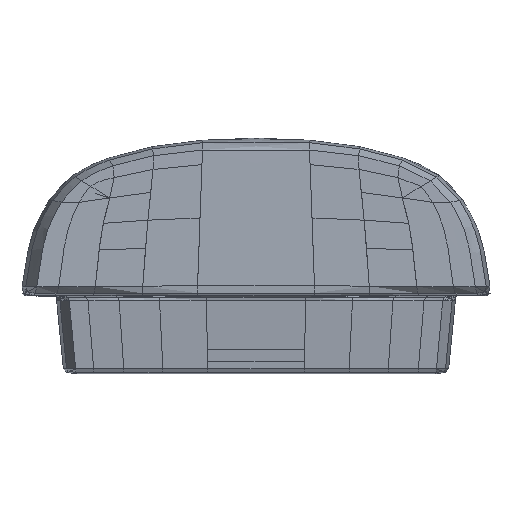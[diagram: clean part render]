
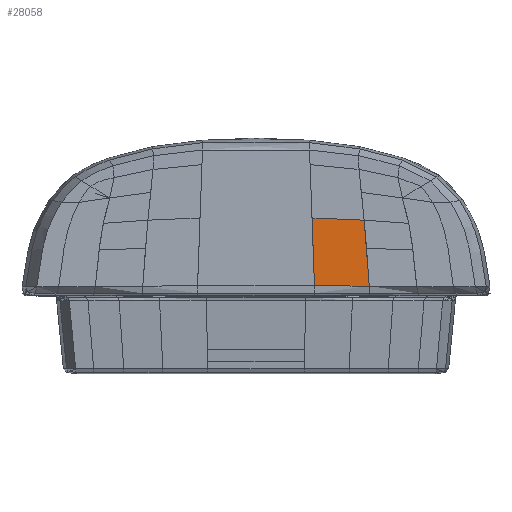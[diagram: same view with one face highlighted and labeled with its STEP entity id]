
A CAD part, left-side view. The second image highlights one B-rep face of the part: STEP entity #28058.
In plain terms, the highlighted free-form (B-spline) face has degree [3, 1] with [17, 2] control points.
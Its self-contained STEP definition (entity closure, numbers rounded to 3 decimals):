
#404 = CARTESIAN_POINT ( 'NONE',  ( -167.49, -15.247, 30.422 ) ) ;
#1089 = ORIENTED_EDGE ( 'NONE', *, *, #16280, .T. ) ;
#1660 = CARTESIAN_POINT ( 'NONE',  ( -167.473, -30.043, 23.268 ) ) ;
#1772 = CARTESIAN_POINT ( 'NONE',  ( -167.495, -28.85, 38.883 ) ) ;
#1968 = CARTESIAN_POINT ( 'NONE',  ( -167.487, -15.345, 27.743 ) ) ;
#2020 = VECTOR ( 'NONE', #6482, 1000. ) ;
#2104 = CARTESIAN_POINT ( 'NONE',  ( -167.494, -29.005, 37.019 ) ) ;
#3324 = CARTESIAN_POINT ( 'NONE',  ( -167.487, -15.345, 27.743 ) ) ;
#3534 = CARTESIAN_POINT ( 'NONE',  ( -167.495, -28.695, 40.747 ) ) ;
#4554 = CARTESIAN_POINT ( 'NONE',  ( -167.48, -29.906, 25.15 ) ) ;
#4689 = CARTESIAN_POINT ( 'NONE',  ( -167.495, -28.695, 40.747 ) ) ;
#4772 = CARTESIAN_POINT ( 'NONE',  ( -167.475, -30.02, 23.582 ) ) ;
#4820 = VECTOR ( 'NONE', #31188, 1000. ) ;
#4894 = CARTESIAN_POINT ( 'NONE',  ( -167.488, -15.306, 28.815 ) ) ;
#5023 = CARTESIAN_POINT ( 'NONE',  ( -167.495, -28.85, 38.883 ) ) ;
#6249 = CARTESIAN_POINT ( 'NONE',  ( -167.483, -15.399, 26.24 ) ) ;
#6482 = DIRECTION ( 'NONE',  ( 0., 1., 0.005 ) ) ;
#7365 = CARTESIAN_POINT ( 'NONE',  ( -167.475, -30.02, 23.582 ) ) ;
#7494 = CARTESIAN_POINT ( 'NONE',  ( -167.485, -29.792, 26.718 ) ) ;
#7674 = CARTESIAN_POINT ( 'NONE',  ( -167.477, -29.974, 24.209 ) ) ;
#7809 = CARTESIAN_POINT ( 'NONE',  ( -167.49, -15.247, 30.422 ) ) ;
#7953 = CARTESIAN_POINT ( 'NONE',  ( -167.495, -28.747, 40.126 ) ) ;
#8546 = CARTESIAN_POINT ( 'NONE',  ( -167.473, -15.506, 23.338 ) ) ;
#9069 = CARTESIAN_POINT ( 'NONE',  ( -167.497, -14.85, 41.352 ) ) ;
#9192 = CARTESIAN_POINT ( 'NONE',  ( -167.476, -15.47, 24.305 ) ) ;
#9638 = EDGE_CURVE ( 'NONE', #25824, #32546, #13883, .T. ) ;
#10451 = CARTESIAN_POINT ( 'NONE',  ( -167.488, -29.656, 28.596 ) ) ;
#10652 = CARTESIAN_POINT ( 'NONE',  ( -167.48, -29.906, 25.15 ) ) ;
#10784 = CARTESIAN_POINT ( 'NONE',  ( -167.492, -15.189, 32.029 ) ) ;
#10908 = CARTESIAN_POINT ( 'NONE',  ( -167.495, -28.695, 40.747 ) ) ;
#12021 = CARTESIAN_POINT ( 'NONE',  ( -167.495, -14.99, 37.494 ) ) ;
#12155 = CARTESIAN_POINT ( 'NONE',  ( -167.473, -15.506, 23.338 ) ) ;
#12440 = B_SPLINE_SURFACE_WITH_KNOTS ( 'NONE', 3, 1, ( 
 ( #36566, #22254 ),
 ( #4772, #25192 ),
 ( #7674, #28141 ),
 ( #10652, #31064 ),
 ( #13577, #33995 ),
 ( #16501, #36932 ),
 ( #19403, #1968 ),
 ( #22377, #4894 ),
 ( #25320, #7809 ),
 ( #28251, #10784 ),
 ( #31197, #13705 ),
 ( #34118, #16642 ),
 ( #37062, #19534 ),
 ( #2104, #22508 ),
 ( #5023, #25455 ),
 ( #7953, #28374 ),
 ( #10908, #31336 ) ),
 .UNSPECIFIED., .F., .F., .F.,
 ( 4, 1, 1, 1, 2, 1, 1, 1, 2, 1, 1, 1, 4 ),
 ( 2, 2 ),
 ( 0., 0.054, 0.108, 0.161, 0.215, 0.304, 0.394, 0.483, 0.572, 0.679, 0.786, 0.893, 1. ),
 ( 0., 1. ),
 .UNSPECIFIED. ) ;
#12653 = CARTESIAN_POINT ( 'NONE',  ( -167.473, -22.774, 23.303 ) ) ;
#12820 = FACE_OUTER_BOUND ( 'NONE', #20934, .T. ) ;
#13381 = CARTESIAN_POINT ( 'NONE',  ( -167.491, -29.429, 31.726 ) ) ;
#13577 = CARTESIAN_POINT ( 'NONE',  ( -167.483, -29.837, 26.091 ) ) ;
#13604 = CARTESIAN_POINT ( 'NONE',  ( -167.473, -30.043, 23.268 ) ) ;
#13705 = CARTESIAN_POINT ( 'NONE',  ( -167.494, -15.15, 33.102 ) ) ;
#13883 = LINE ( 'NONE', #12653, #2020 ) ;
#14949 = CARTESIAN_POINT ( 'NONE',  ( -167.494, -15.107, 34.281 ) ) ;
#16280 = EDGE_CURVE ( 'NONE', #25824, #30656, #18805, .T. ) ;
#16306 = CARTESIAN_POINT ( 'NONE',  ( -167.493, -29.264, 33.91 ) ) ;
#16501 = CARTESIAN_POINT ( 'NONE',  ( -167.485, -29.792, 26.718 ) ) ;
#16642 = CARTESIAN_POINT ( 'NONE',  ( -167.494, -15.107, 34.281 ) ) ;
#17263 = B_SPLINE_CURVE_WITH_KNOTS ( 'NONE', 3,
 ( #9069, #26557, #29488, #12021, #32423, #14949, #35402, #17835, #404, #20791, #3324, #23747, #6249, #26694, #9192, #29611, #12155 ),
 .UNSPECIFIED., .F., .F.,
 ( 4, 1, 1, 1, 2, 1, 1, 1, 2, 1, 1, 1, 4 ),
 ( 0., 0.107, 0.214, 0.321, 0.428, 0.517, 0.606, 0.696, 0.785, 0.839, 0.892, 0.946, 1. ),
 .UNSPECIFIED. ) ;
#17835 = CARTESIAN_POINT ( 'NONE',  ( -167.492, -15.189, 32.029 ) ) ;
#18249 = EDGE_CURVE ( 'NONE', #29815, #32546, #17263, .T. ) ;
#18805 = B_SPLINE_CURVE_WITH_KNOTS ( 'NONE', 3,
 ( #1660, #7365, #19071, #4554, #25003, #7494, #27927, #10451, #30861, #13381, #33780, #16306, #36747, #19199, #1772, #22178, #4689 ),
 .UNSPECIFIED., .F., .F.,
 ( 4, 1, 1, 1, 2, 1, 1, 1, 2, 1, 1, 1, 4 ),
 ( 0., 0.054, 0.108, 0.161, 0.215, 0.304, 0.394, 0.483, 0.572, 0.679, 0.786, 0.893, 1. ),
 .UNSPECIFIED. ) ;
#19071 = CARTESIAN_POINT ( 'NONE',  ( -167.477, -29.974, 24.209 ) ) ;
#19199 = CARTESIAN_POINT ( 'NONE',  ( -167.494, -29.005, 37.019 ) ) ;
#19403 = CARTESIAN_POINT ( 'NONE',  ( -167.486, -29.731, 27.553 ) ) ;
#19534 = CARTESIAN_POINT ( 'NONE',  ( -167.495, -15.06, 35.565 ) ) ;
#19946 = ORIENTED_EDGE ( 'NONE', *, *, #30983, .T. ) ;
#20791 = CARTESIAN_POINT ( 'NONE',  ( -167.488, -15.306, 28.815 ) ) ;
#20934 = EDGE_LOOP ( 'NONE', ( #1089, #19946, #32535, #26806 ) ) ;
#22178 = CARTESIAN_POINT ( 'NONE',  ( -167.495, -28.747, 40.126 ) ) ;
#22254 = CARTESIAN_POINT ( 'NONE',  ( -167.473, -15.506, 23.338 ) ) ;
#22377 = CARTESIAN_POINT ( 'NONE',  ( -167.488, -29.656, 28.596 ) ) ;
#22508 = CARTESIAN_POINT ( 'NONE',  ( -167.495, -14.99, 37.494 ) ) ;
#23747 = CARTESIAN_POINT ( 'NONE',  ( -167.485, -15.376, 26.884 ) ) ;
#25003 = CARTESIAN_POINT ( 'NONE',  ( -167.483, -29.837, 26.091 ) ) ;
#25192 = CARTESIAN_POINT ( 'NONE',  ( -167.474, -15.494, 23.66 ) ) ;
#25320 = CARTESIAN_POINT ( 'NONE',  ( -167.489, -29.542, 30.161 ) ) ;
#25455 = CARTESIAN_POINT ( 'NONE',  ( -167.496, -14.92, 39.423 ) ) ;
#25824 = VERTEX_POINT ( 'NONE', #13604 ) ;
#26469 = CARTESIAN_POINT ( 'NONE',  ( -167.497, -14.85, 41.352 ) ) ;
#26557 = CARTESIAN_POINT ( 'NONE',  ( -167.497, -14.873, 40.709 ) ) ;
#26694 = CARTESIAN_POINT ( 'NONE',  ( -167.48, -15.435, 25.272 ) ) ;
#26806 = ORIENTED_EDGE ( 'NONE', *, *, #9638, .F. ) ;
#27927 = CARTESIAN_POINT ( 'NONE',  ( -167.486, -29.731, 27.553 ) ) ;
#28058 = ADVANCED_FACE ( 'NONE', ( #12820 ), #12440, .T. ) ;
#28122 = LINE ( 'NONE', #28247, #4820 ) ;
#28141 = CARTESIAN_POINT ( 'NONE',  ( -167.476, -15.47, 24.305 ) ) ;
#28247 = CARTESIAN_POINT ( 'NONE',  ( -167.496, -21.773, 41.049 ) ) ;
#28251 = CARTESIAN_POINT ( 'NONE',  ( -167.491, -29.429, 31.726 ) ) ;
#28374 = CARTESIAN_POINT ( 'NONE',  ( -167.497, -14.873, 40.709 ) ) ;
#29488 = CARTESIAN_POINT ( 'NONE',  ( -167.496, -14.92, 39.423 ) ) ;
#29611 = CARTESIAN_POINT ( 'NONE',  ( -167.474, -15.494, 23.66 ) ) ;
#29815 = VERTEX_POINT ( 'NONE', #26469 ) ;
#30656 = VERTEX_POINT ( 'NONE', #3534 ) ;
#30861 = CARTESIAN_POINT ( 'NONE',  ( -167.489, -29.542, 30.161 ) ) ;
#30983 = EDGE_CURVE ( 'NONE', #30656, #29815, #28122, .T. ) ;
#31064 = CARTESIAN_POINT ( 'NONE',  ( -167.48, -15.435, 25.272 ) ) ;
#31188 = DIRECTION ( 'NONE',  ( 0., 0.999, 0.044 ) ) ;
#31197 = CARTESIAN_POINT ( 'NONE',  ( -167.493, -29.353, 32.768 ) ) ;
#31336 = CARTESIAN_POINT ( 'NONE',  ( -167.497, -14.85, 41.352 ) ) ;
#32423 = CARTESIAN_POINT ( 'NONE',  ( -167.495, -15.06, 35.565 ) ) ;
#32535 = ORIENTED_EDGE ( 'NONE', *, *, #18249, .T. ) ;
#32546 = VERTEX_POINT ( 'NONE', #8546 ) ;
#33780 = CARTESIAN_POINT ( 'NONE',  ( -167.493, -29.353, 32.768 ) ) ;
#33995 = CARTESIAN_POINT ( 'NONE',  ( -167.483, -15.399, 26.24 ) ) ;
#34118 = CARTESIAN_POINT ( 'NONE',  ( -167.493, -29.264, 33.91 ) ) ;
#35402 = CARTESIAN_POINT ( 'NONE',  ( -167.494, -15.15, 33.102 ) ) ;
#36566 = CARTESIAN_POINT ( 'NONE',  ( -167.473, -30.043, 23.268 ) ) ;
#36747 = CARTESIAN_POINT ( 'NONE',  ( -167.494, -29.16, 35.154 ) ) ;
#36932 = CARTESIAN_POINT ( 'NONE',  ( -167.485, -15.376, 26.884 ) ) ;
#37062 = CARTESIAN_POINT ( 'NONE',  ( -167.494, -29.16, 35.154 ) ) ;
